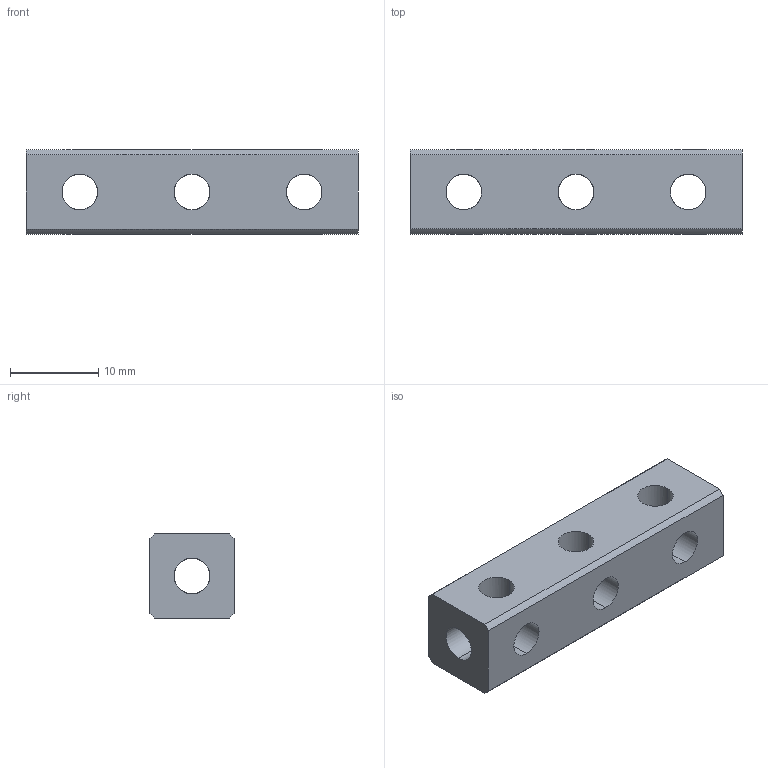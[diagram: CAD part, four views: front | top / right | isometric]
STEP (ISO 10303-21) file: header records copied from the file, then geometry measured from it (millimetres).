
FILE_DESCRIPTION (( 'STEP AP203' ), '1' );
FILE_NAME ('REV-21-3420_RevA.STEP', '2023-09-21T16:22:29', ( '' ), ( '' ), 'SwSTEP 2.0', 'SolidWorks 2022', '' );
FILE_SCHEMA (( 'CONFIG_CONTROL_DESIGN' ));
Length unit declared in the file: millimetre
Products named in the file (1): REV-21-3420_RevA
Bounding box: 37.59 x 9.53 x 9.53 mm (x, y, z)
Volume: 2453 mm3; surface area: 2169.9 mm2
Topology: 1 solids, 1 shells, 42 faces, 144 edges, 92 vertices
Faces by surface type: cylinder 36, plane 6
Entity records: 1677 total; most frequent: CARTESIAN_POINT 459, ORIENTED_EDGE 288, DIRECTION 206, EDGE_CURVE 144, VERTEX_POINT 92, AXIS2_PLACEMENT_3D 79, EDGE_LOOP 56, VECTOR 48
